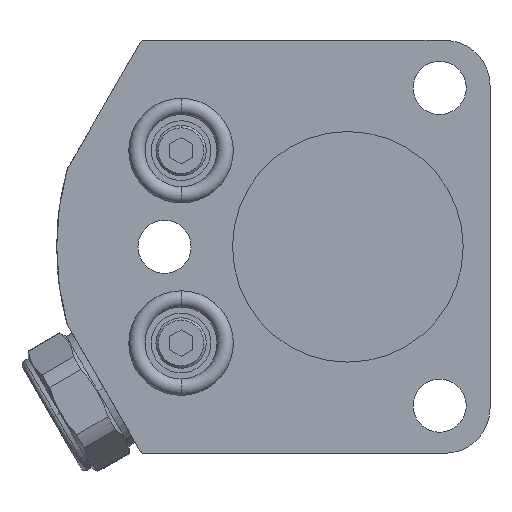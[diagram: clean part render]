
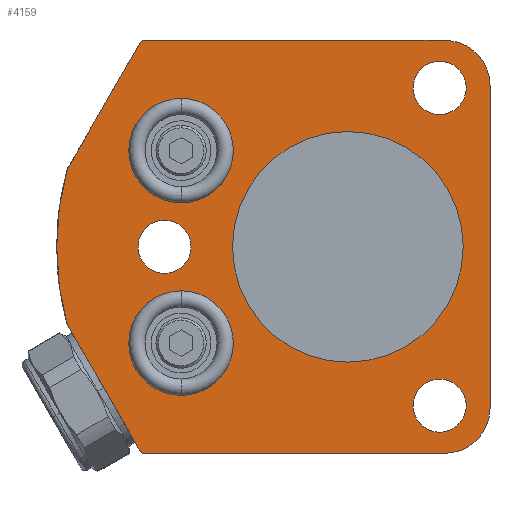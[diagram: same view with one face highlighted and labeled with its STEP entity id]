
A CAD part, front view. The second image highlights one B-rep face of the part: STEP entity #4159.
In plain terms, the highlighted planar face has unit normal (0, -1, 0).
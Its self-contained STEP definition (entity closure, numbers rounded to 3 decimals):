
#210=CARTESIAN_POINT('',(0.,0.,0.));
#211=DIRECTION('',(0.,-1.,0.));
#212=DIRECTION('',(1.,0.,0.));
#213=AXIS2_PLACEMENT_3D('',#210,#211,#212);
#218=CARTESIAN_POINT('',(0.,0.,0.));
#219=DIRECTION('',(0.,1.,0.));
#220=DIRECTION('',(1.,0.,0.));
#221=AXIS2_PLACEMENT_3D('',#218,#219,#220);
#226=CARTESIAN_POINT('',(10.592,0.,-17.603));
#227=DIRECTION('',(0.,-1.,0.));
#228=DIRECTION('',(0.,0.,-1.));
#229=AXIS2_PLACEMENT_3D('',#226,#227,#228);
#234=DIRECTION('',(-1.,0.,0.));
#235=VECTOR('',#234,32.989);
#236=CARTESIAN_POINT('',(10.592,0.,-22.505));
#237=LINE('',#236,#235);
#241=DIRECTION('',(0.5,0.,-0.866));
#242=VECTOR('',#241,15.935);
#243=CARTESIAN_POINT('',(-30.6,0.,-8.467));
#244=LINE('',#243,#242);
#248=DIRECTION('',(0.5,0.,0.866));
#249=VECTOR('',#248,15.935);
#250=CARTESIAN_POINT('',(-30.6,0.,8.467));
#251=LINE('',#250,#249);
#255=DIRECTION('',(1.,0.,0.));
#256=VECTOR('',#255,32.989);
#257=CARTESIAN_POINT('',(-22.397,0.,22.505));
#258=LINE('',#257,#256);
#262=CARTESIAN_POINT('',(10.592,0.,17.603));
#263=DIRECTION('',(0.,-1.,0.));
#264=DIRECTION('',(1.,0.,0.));
#265=AXIS2_PLACEMENT_3D('',#262,#263,#264);
#270=DIRECTION('',(0.,0.,1.));
#271=VECTOR('',#270,35.205);
#272=CARTESIAN_POINT('',(15.494,0.,-17.603));
#273=LINE('',#272,#271);
#277=CARTESIAN_POINT('',(10.008,0.,17.323));
#278=DIRECTION('',(0.,-1.,0.));
#279=DIRECTION('',(1.,0.,0.));
#280=AXIS2_PLACEMENT_3D('',#277,#278,#279);
#285=CARTESIAN_POINT('',(10.008,0.,17.323));
#286=DIRECTION('',(0.,-1.,0.));
#287=DIRECTION('',(-1.,0.,0.));
#288=AXIS2_PLACEMENT_3D('',#285,#286,#287);
#293=CARTESIAN_POINT('',(10.008,0.,-17.323));
#294=DIRECTION('',(0.,-1.,0.));
#295=DIRECTION('',(1.,0.,0.));
#296=AXIS2_PLACEMENT_3D('',#293,#294,#295);
#301=CARTESIAN_POINT('',(10.008,0.,-17.323));
#302=DIRECTION('',(0.,-1.,0.));
#303=DIRECTION('',(-1.,0.,0.));
#304=AXIS2_PLACEMENT_3D('',#301,#302,#303);
#309=CARTESIAN_POINT('',(-19.99,0.,0.));
#310=DIRECTION('',(0.,-1.,0.));
#311=DIRECTION('',(1.,0.,0.));
#312=AXIS2_PLACEMENT_3D('',#309,#310,#311);
#317=CARTESIAN_POINT('',(-19.99,0.,0.));
#318=DIRECTION('',(0.,-1.,0.));
#319=DIRECTION('',(-1.,0.,0.));
#320=AXIS2_PLACEMENT_3D('',#317,#318,#319);
#325=CARTESIAN_POINT('',(-18.186,0.,-10.49));
#326=DIRECTION('',(0.,1.,0.));
#327=DIRECTION('',(-1.,0.,0.));
#328=AXIS2_PLACEMENT_3D('',#325,#326,#327);
#333=CARTESIAN_POINT('',(-18.186,0.,-10.49));
#334=DIRECTION('',(0.,1.,0.));
#335=DIRECTION('',(1.,0.,0.));
#336=AXIS2_PLACEMENT_3D('',#333,#334,#335);
#341=CARTESIAN_POINT('',(-18.186,0.,10.49));
#342=DIRECTION('',(0.,1.,0.));
#343=DIRECTION('',(-1.,0.,0.));
#344=AXIS2_PLACEMENT_3D('',#341,#342,#343);
#349=CARTESIAN_POINT('',(-18.186,0.,10.49));
#350=DIRECTION('',(0.,1.,0.));
#351=DIRECTION('',(1.,0.,0.));
#352=AXIS2_PLACEMENT_3D('',#349,#350,#351);
#564=CARTESIAN_POINT('',(0.,0.,0.));
#565=DIRECTION('',(0.,-1.,0.));
#566=DIRECTION('',(-0.713,0.,-0.701));
#567=AXIS2_PLACEMENT_3D('',#564,#565,#566);
#581=CARTESIAN_POINT('',(0.,0.,0.));
#582=DIRECTION('',(0.,-1.,0.));
#583=DIRECTION('',(-0.705,0.,0.709));
#584=AXIS2_PLACEMENT_3D('',#581,#582,#583);
#616=CARTESIAN_POINT('',(0.,0.,0.));
#617=DIRECTION('',(0.,-1.,0.));
#618=DIRECTION('',(-0.964,0.,0.267));
#619=AXIS2_PLACEMENT_3D('',#616,#617,#618);
#3456=CARTESIAN_POINT('',(12.573,0.,0.));
#3458=VERTEX_POINT('',#3456);
#3460=CARTESIAN_POINT('',(-12.573,0.,0.));
#3462=VERTEX_POINT('',#3460);
#3463=CARTESIAN_POINT('',(-30.6,0.,-8.467));
#3464=CARTESIAN_POINT('',(-22.633,0.,-22.267));
#3465=VERTEX_POINT('',#3463);
#3466=VERTEX_POINT('',#3464);
#3467=CARTESIAN_POINT('',(-30.6,0.,8.467));
#3468=CARTESIAN_POINT('',(-22.633,0.,22.267));
#3469=VERTEX_POINT('',#3467);
#3470=VERTEX_POINT('',#3468);
#3471=CARTESIAN_POINT('',(-22.397,0.,22.505));
#3472=VERTEX_POINT('',#3471);
#3473=CARTESIAN_POINT('',(-22.397,0.,-22.505));
#3474=VERTEX_POINT('',#3473);
#3475=CARTESIAN_POINT('',(12.904,0.,17.323));
#3476=CARTESIAN_POINT('',(7.113,0.,17.323));
#3477=VERTEX_POINT('',#3475);
#3478=VERTEX_POINT('',#3476);
#3587=CARTESIAN_POINT('',(-23.889,0.,-10.49));
#3588=CARTESIAN_POINT('',(-12.484,0.,-10.49));
#3589=VERTEX_POINT('',#3587);
#3590=VERTEX_POINT('',#3588);
#3603=CARTESIAN_POINT('',(-23.889,0.,10.49));
#3604=CARTESIAN_POINT('',(-12.484,0.,10.49));
#3605=VERTEX_POINT('',#3603);
#3606=VERTEX_POINT('',#3604);
#3638=CARTESIAN_POINT('',(12.903,0.,-17.323));
#3639=CARTESIAN_POINT('',(7.112,0.,-17.323));
#3640=VERTEX_POINT('',#3638);
#3641=VERTEX_POINT('',#3639);
#3642=CARTESIAN_POINT('',(-17.094,0.,0.));
#3643=CARTESIAN_POINT('',(-22.885,0.,0.));
#3644=VERTEX_POINT('',#3642);
#3645=VERTEX_POINT('',#3643);
#3676=CARTESIAN_POINT('',(10.592,0.,-22.505));
#3677=CARTESIAN_POINT('',(15.494,0.,-17.603));
#3678=VERTEX_POINT('',#3676);
#3679=VERTEX_POINT('',#3677);
#3680=CARTESIAN_POINT('',(15.494,0.,17.603));
#3681=CARTESIAN_POINT('',(10.592,0.,22.505));
#3682=VERTEX_POINT('',#3680);
#3683=VERTEX_POINT('',#3681);
#4097=CARTESIAN_POINT('',(0.,0.,0.));
#4098=DIRECTION('',(0.,-1.,0.));
#4099=DIRECTION('',(-1.,0.,0.));
#4100=AXIS2_PLACEMENT_3D('',#4097,#4098,#4099);
#4101=PLANE('',#4100);
#4103=ORIENTED_EDGE('',*,*,#4102,.F.);
#4105=ORIENTED_EDGE('',*,*,#4104,.T.);
#4107=ORIENTED_EDGE('',*,*,#4106,.F.);
#4109=ORIENTED_EDGE('',*,*,#4108,.F.);
#4111=ORIENTED_EDGE('',*,*,#4110,.F.);
#4113=ORIENTED_EDGE('',*,*,#4112,.T.);
#4115=ORIENTED_EDGE('',*,*,#4114,.F.);
#4117=ORIENTED_EDGE('',*,*,#4116,.T.);
#4119=ORIENTED_EDGE('',*,*,#4118,.F.);
#4121=ORIENTED_EDGE('',*,*,#4120,.F.);
#4122=EDGE_LOOP('',(#4103,#4105,#4107,#4109,#4111,#4113,#4115,#4117,#4119,
#4121));
#4123=FACE_OUTER_BOUND('',#4122,.F.);
#4125=ORIENTED_EDGE('',*,*,#4124,.T.);
#4127=ORIENTED_EDGE('',*,*,#4126,.F.);
#4128=EDGE_LOOP('',(#4125,#4127));
#4129=FACE_BOUND('',#4128,.F.);
#4131=ORIENTED_EDGE('',*,*,#4130,.T.);
#4133=ORIENTED_EDGE('',*,*,#4132,.T.);
#4134=EDGE_LOOP('',(#4131,#4133));
#4135=FACE_BOUND('',#4134,.F.);
#4137=ORIENTED_EDGE('',*,*,#4136,.T.);
#4139=ORIENTED_EDGE('',*,*,#4138,.T.);
#4140=EDGE_LOOP('',(#4137,#4139));
#4141=FACE_BOUND('',#4140,.F.);
#4143=ORIENTED_EDGE('',*,*,#4142,.T.);
#4145=ORIENTED_EDGE('',*,*,#4144,.T.);
#4146=EDGE_LOOP('',(#4143,#4145));
#4147=FACE_BOUND('',#4146,.F.);
#4149=ORIENTED_EDGE('',*,*,#4148,.F.);
#4151=ORIENTED_EDGE('',*,*,#4150,.F.);
#4152=EDGE_LOOP('',(#4149,#4151));
#4153=FACE_BOUND('',#4152,.F.);
#4154=ORIENTED_EDGE('',*,*,#4087,.F.);
#4156=ORIENTED_EDGE('',*,*,#4155,.F.);
#4157=EDGE_LOOP('',(#4154,#4156));
#4158=FACE_BOUND('',#4157,.F.);
#214=CIRCLE('',#213,12.573);
#222=CIRCLE('',#221,12.573);
#230=CIRCLE('',#229,4.902);
#266=CIRCLE('',#265,4.902);
#281=CIRCLE('',#280,2.896);
#289=CIRCLE('',#288,2.896);
#297=CIRCLE('',#296,2.896);
#305=CIRCLE('',#304,2.896);
#313=CIRCLE('',#312,2.896);
#321=CIRCLE('',#320,2.896);
#329=CIRCLE('',#328,5.703);
#337=CIRCLE('',#336,5.703);
#345=CIRCLE('',#344,5.703);
#353=CIRCLE('',#352,5.703);
#568=CIRCLE('',#567,31.75);
#585=CIRCLE('',#584,31.75);
#620=CIRCLE('',#619,31.75);
#4087=EDGE_CURVE('',#3605,#3606,#345,.T.);
#4102=EDGE_CURVE('',#3678,#3679,#230,.T.);
#4104=EDGE_CURVE('',#3678,#3474,#237,.T.);
#4106=EDGE_CURVE('',#3466,#3474,#568,.T.);
#4108=EDGE_CURVE('',#3465,#3466,#244,.T.);
#4110=EDGE_CURVE('',#3469,#3465,#620,.T.);
#4112=EDGE_CURVE('',#3469,#3470,#251,.T.);
#4114=EDGE_CURVE('',#3472,#3470,#585,.T.);
#4116=EDGE_CURVE('',#3472,#3683,#258,.T.);
#4118=EDGE_CURVE('',#3682,#3683,#266,.T.);
#4120=EDGE_CURVE('',#3679,#3682,#273,.T.);
#4124=EDGE_CURVE('',#3458,#3462,#214,.T.);
#4126=EDGE_CURVE('',#3458,#3462,#222,.T.);
#4130=EDGE_CURVE('',#3477,#3478,#281,.T.);
#4132=EDGE_CURVE('',#3478,#3477,#289,.T.);
#4136=EDGE_CURVE('',#3640,#3641,#297,.T.);
#4138=EDGE_CURVE('',#3641,#3640,#305,.T.);
#4142=EDGE_CURVE('',#3644,#3645,#313,.T.);
#4144=EDGE_CURVE('',#3645,#3644,#321,.T.);
#4148=EDGE_CURVE('',#3589,#3590,#329,.T.);
#4150=EDGE_CURVE('',#3590,#3589,#337,.T.);
#4155=EDGE_CURVE('',#3606,#3605,#353,.T.);
#4159=ADVANCED_FACE('',(#4123,#4129,#4135,#4141,#4147,#4153,#4158),#4101,.T.);
